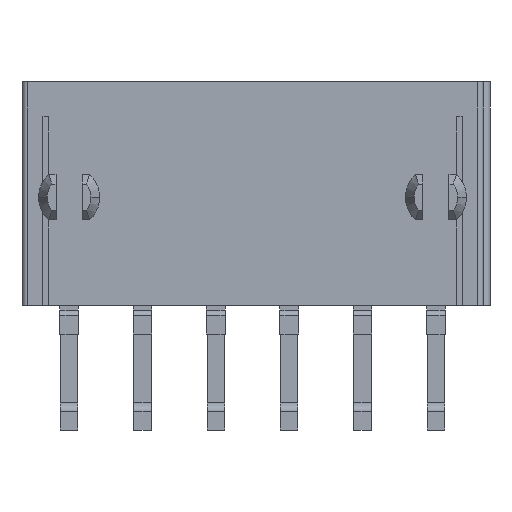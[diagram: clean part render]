
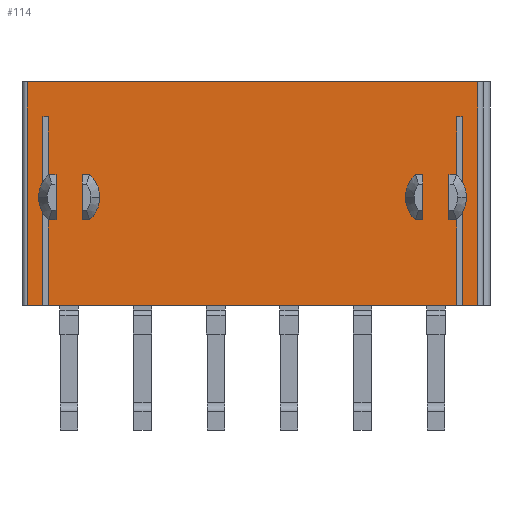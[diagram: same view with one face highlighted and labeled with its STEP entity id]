
A CAD part, front view. The second image highlights one B-rep face of the part: STEP entity #114.
In plain terms, the highlighted planar face has unit normal (0, -1, 0).
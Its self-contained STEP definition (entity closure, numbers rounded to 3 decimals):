
#114=ADVANCED_FACE('',(#499,#500,#501),#502,.T.);
#499=FACE_OUTER_BOUND('',#1211,.T.);
#500=FACE_BOUND('',#1212,.T.);
#501=FACE_BOUND('',#1213,.T.);
#502=PLANE('',#1214);
#1211=EDGE_LOOP('',(#2088,#2089,#2090,#2091,#2092,#2093,#2094,#2095,#2096,#2097,#2098,#2099,#2100,#2101,#2102,#2103,#2104,#2105,#2106,#2107));
#1212=EDGE_LOOP('',(#2108,#2109,#2110));
#1213=EDGE_LOOP('',(#2111,#2112,#2113));
#1214=AXIS2_PLACEMENT_3D('',#2114,#2115,#2116);
#2088=ORIENTED_EDGE('',*,*,#4650,.F.);
#2089=ORIENTED_EDGE('',*,*,#4651,.F.);
#2090=ORIENTED_EDGE('',*,*,#4652,.T.);
#2091=ORIENTED_EDGE('',*,*,#4565,.T.);
#2092=ORIENTED_EDGE('',*,*,#4649,.F.);
#2093=ORIENTED_EDGE('',*,*,#4653,.F.);
#2094=ORIENTED_EDGE('',*,*,#4654,.T.);
#2095=ORIENTED_EDGE('',*,*,#4655,.F.);
#2096=ORIENTED_EDGE('',*,*,#4656,.F.);
#2097=ORIENTED_EDGE('',*,*,#4657,.T.);
#2098=ORIENTED_EDGE('',*,*,#4658,.T.);
#2099=ORIENTED_EDGE('',*,*,#4516,.T.);
#2100=ORIENTED_EDGE('',*,*,#4659,.F.);
#2101=ORIENTED_EDGE('',*,*,#4660,.F.);
#2102=ORIENTED_EDGE('',*,*,#4661,.T.);
#2103=ORIENTED_EDGE('',*,*,#4554,.T.);
#2104=ORIENTED_EDGE('',*,*,#4662,.T.);
#2105=ORIENTED_EDGE('',*,*,#4663,.T.);
#2106=ORIENTED_EDGE('',*,*,#4664,.T.);
#2107=ORIENTED_EDGE('',*,*,#4665,.F.);
#2108=ORIENTED_EDGE('',*,*,#4666,.T.);
#2109=ORIENTED_EDGE('',*,*,#4558,.T.);
#2110=ORIENTED_EDGE('',*,*,#4667,.T.);
#2111=ORIENTED_EDGE('',*,*,#4668,.T.);
#2112=ORIENTED_EDGE('',*,*,#4669,.T.);
#2113=ORIENTED_EDGE('',*,*,#4522,.T.);
#2114=CARTESIAN_POINT('',(13.2,0.4,0.0));
#2115=DIRECTION('',(0.0,-1.0,0.0));
#2116=DIRECTION('',(0.0,0.0,-1.0));
#4516=EDGE_CURVE('',#5430,#5428,#5431,.T.);
#4522=EDGE_CURVE('',#5436,#5440,#5442,.T.);
#4554=EDGE_CURVE('',#5502,#5500,#5503,.T.);
#4558=EDGE_CURVE('',#5510,#5507,#5511,.T.);
#4565=EDGE_CURVE('',#5524,#5522,#5525,.T.);
#4649=EDGE_CURVE('',#5682,#5522,#5684,.T.);
#4650=EDGE_CURVE('',#5685,#5686,#5687,.T.);
#4651=EDGE_CURVE('',#5688,#5685,#5689,.T.);
#4652=EDGE_CURVE('',#5688,#5524,#5690,.T.);
#4653=EDGE_CURVE('',#5691,#5682,#5692,.T.);
#4654=EDGE_CURVE('',#5691,#5693,#5694,.T.);
#4655=EDGE_CURVE('',#5695,#5693,#5696,.T.);
#4656=EDGE_CURVE('',#5697,#5695,#5698,.T.);
#4657=EDGE_CURVE('',#5697,#5699,#5700,.T.);
#4658=EDGE_CURVE('',#5699,#5430,#5701,.T.);
#4659=EDGE_CURVE('',#5702,#5428,#5703,.T.);
#4660=EDGE_CURVE('',#5704,#5702,#5705,.T.);
#4661=EDGE_CURVE('',#5704,#5502,#5706,.T.);
#4662=EDGE_CURVE('',#5500,#5707,#5708,.T.);
#4663=EDGE_CURVE('',#5707,#5709,#5710,.T.);
#4664=EDGE_CURVE('',#5709,#5711,#5712,.T.);
#4665=EDGE_CURVE('',#5686,#5711,#5713,.T.);
#4666=EDGE_CURVE('',#5714,#5510,#5715,.T.);
#4667=EDGE_CURVE('',#5507,#5714,#5716,.T.);
#4668=EDGE_CURVE('',#5440,#5717,#5718,.T.);
#4669=EDGE_CURVE('',#5717,#5436,#5719,.T.);
#5428=VERTEX_POINT('',#6789);
#5430=VERTEX_POINT('',#6792);
#5431=CIRCLE('',#6793,1.5);
#5436=VERTEX_POINT('',#6799);
#5440=VERTEX_POINT('',#6804);
#5442=CIRCLE('',#6807,1.5);
#5500=VERTEX_POINT('',#6890);
#5502=VERTEX_POINT('',#6893);
#5503=CIRCLE('',#6894,1.5);
#5507=VERTEX_POINT('',#6899);
#5510=VERTEX_POINT('',#6903);
#5511=CIRCLE('',#6904,1.5);
#5522=VERTEX_POINT('',#6918);
#5524=VERTEX_POINT('',#6920);
#5525=LINE('',#6921,#6922);
#5682=VERTEX_POINT('',#7157);
#5684=LINE('',#7159,#7160);
#5685=VERTEX_POINT('',#7161);
#5686=VERTEX_POINT('',#7162);
#5687=LINE('',#7163,#7164);
#5688=VERTEX_POINT('',#7165);
#5689=LINE('',#7166,#7167);
#5690=LINE('',#7168,#7169);
#5691=VERTEX_POINT('',#7170);
#5692=LINE('',#7171,#7172);
#5693=VERTEX_POINT('',#7173);
#5694=LINE('',#7174,#7175);
#5695=VERTEX_POINT('',#7176);
#5696=LINE('',#7177,#7178);
#5697=VERTEX_POINT('',#7179);
#5698=LINE('',#7180,#7181);
#5699=VERTEX_POINT('',#7182);
#5700=CIRCLE('',#7183,1.5);
#5701=LINE('',#7184,#7185);
#5702=VERTEX_POINT('',#7186);
#5703=LINE('',#7187,#7188);
#5704=VERTEX_POINT('',#7189);
#5705=LINE('',#7190,#7191);
#5706=LINE('',#7192,#7193);
#5707=VERTEX_POINT('',#7194);
#5708=LINE('',#7195,#7196);
#5709=VERTEX_POINT('',#7197);
#5710=CIRCLE('',#7198,1.5);
#5711=VERTEX_POINT('',#7199);
#5712=LINE('',#7200,#7201);
#5713=LINE('',#7202,#7203);
#5714=VERTEX_POINT('',#7204);
#5715=LINE('',#7205,#7206);
#5716=CIRCLE('',#7207,1.5);
#5717=VERTEX_POINT('',#7208);
#5718=LINE('',#7209,#7210);
#5719=CIRCLE('',#7211,1.5);
#6789=CARTESIAN_POINT('',(-11.7,0.4,-7.5));
#6792=CARTESIAN_POINT('',(-11.25,0.4,-7.899));
#6793=AXIS2_PLACEMENT_3D('',#8876,#8877,#8878);
#6799=CARTESIAN_POINT('',(-9.0,0.4,-6.6));
#6804=CARTESIAN_POINT('',(-9.75,0.4,-7.899));
#6807=AXIS2_PLACEMENT_3D('',#8888,#8889,#8890);
#6890=CARTESIAN_POINT('',(11.25,0.4,-7.899));
#6893=CARTESIAN_POINT('',(11.7,0.4,-7.5));
#6894=AXIS2_PLACEMENT_3D('',#8944,#8945,#8946);
#6899=CARTESIAN_POINT('',(9.0,0.4,-6.6));
#6903=CARTESIAN_POINT('',(9.75,0.4,-7.899));
#6904=AXIS2_PLACEMENT_3D('',#8952,#8953,#8954);
#6918=CARTESIAN_POINT('',(-12.9,0.4,0.0));
#6920=CARTESIAN_POINT('',(12.9,0.4,0.0));
#6921=CARTESIAN_POINT('',(12.9,0.4,0.0));
#6922=VECTOR('',#8967,25.8);
#7157=CARTESIAN_POINT('',(-12.9,0.4,-12.8));
#7159=CARTESIAN_POINT('',(-12.9,0.4,-12.8));
#7160=VECTOR('',#9061,12.8);
#7161=CARTESIAN_POINT('',(12.0,0.4,-12.8));
#7162=CARTESIAN_POINT('',(12.0,0.4,-2.0));
#7163=CARTESIAN_POINT('',(12.0,0.4,-12.8));
#7164=VECTOR('',#9062,10.8);
#7165=CARTESIAN_POINT('',(12.9,0.4,-12.8));
#7166=CARTESIAN_POINT('',(12.9,0.4,-12.8));
#7167=VECTOR('',#9063,0.9);
#7168=CARTESIAN_POINT('',(12.9,0.4,-12.8));
#7169=VECTOR('',#9064,12.8);
#7170=CARTESIAN_POINT('',(-12.0,0.4,-12.8));
#7171=CARTESIAN_POINT('',(-12.0,0.4,-12.8));
#7172=VECTOR('',#9065,0.9);
#7173=CARTESIAN_POINT('',(-12.0,0.4,-2.0));
#7174=CARTESIAN_POINT('',(-12.0,0.4,-12.8));
#7175=VECTOR('',#9066,10.8);
#7176=CARTESIAN_POINT('',(-11.7,0.4,-2.0));
#7177=CARTESIAN_POINT('',(-11.7,0.4,-2.0));
#7178=VECTOR('',#9067,0.3);
#7179=CARTESIAN_POINT('',(-11.7,0.4,-5.7));
#7180=CARTESIAN_POINT('',(-11.7,0.4,-5.7));
#7181=VECTOR('',#9068,3.7);
#7182=CARTESIAN_POINT('',(-11.25,0.4,-5.301));
#7183=AXIS2_PLACEMENT_3D('',#9069,#9070,#9071);
#7184=CARTESIAN_POINT('',(-11.25,0.4,-5.301));
#7185=VECTOR('',#9072,2.598);
#7186=CARTESIAN_POINT('',(-11.7,0.4,-12.8));
#7187=CARTESIAN_POINT('',(-11.7,0.4,-12.8));
#7188=VECTOR('',#9073,5.3);
#7189=CARTESIAN_POINT('',(11.7,0.4,-12.8));
#7190=CARTESIAN_POINT('',(11.7,0.4,-12.8));
#7191=VECTOR('',#9074,23.4);
#7192=CARTESIAN_POINT('',(11.7,0.4,-12.8));
#7193=VECTOR('',#9075,5.3);
#7194=CARTESIAN_POINT('',(11.25,0.4,-5.301));
#7195=CARTESIAN_POINT('',(11.25,0.4,-7.899));
#7196=VECTOR('',#9076,2.598);
#7197=CARTESIAN_POINT('',(11.7,0.4,-5.7));
#7198=AXIS2_PLACEMENT_3D('',#9077,#9078,#9079);
#7199=CARTESIAN_POINT('',(11.7,0.4,-2.0));
#7200=CARTESIAN_POINT('',(11.7,0.4,-5.7));
#7201=VECTOR('',#9080,3.7);
#7202=CARTESIAN_POINT('',(12.0,0.4,-2.0));
#7203=VECTOR('',#9081,0.3);
#7204=CARTESIAN_POINT('',(9.75,0.4,-5.301));
#7205=CARTESIAN_POINT('',(9.75,0.4,-5.301));
#7206=VECTOR('',#9082,2.598);
#7207=AXIS2_PLACEMENT_3D('',#9083,#9084,#9085);
#7208=CARTESIAN_POINT('',(-9.75,0.4,-5.301));
#7209=CARTESIAN_POINT('',(-9.75,0.4,-7.899));
#7210=VECTOR('',#9086,2.598);
#7211=AXIS2_PLACEMENT_3D('',#9087,#9088,#9089);
#8876=CARTESIAN_POINT('',(-10.5,0.4,-6.6));
#8877=DIRECTION('',(0.0,1.0,0.0));
#8878=DIRECTION('',(-0.5,0.0,-0.866));
#8888=CARTESIAN_POINT('',(-10.5,0.4,-6.6));
#8889=DIRECTION('',(-0.0,1.0,0.0));
#8890=DIRECTION('',(0.5,0.0,0.866));
#8944=CARTESIAN_POINT('',(10.5,0.4,-6.6));
#8945=DIRECTION('',(0.0,1.0,0.0));
#8946=DIRECTION('',(0.8,0.0,-0.6));
#8952=CARTESIAN_POINT('',(10.5,0.4,-6.6));
#8953=DIRECTION('',(0.0,1.0,0.0));
#8954=DIRECTION('',(-0.5,0.0,-0.866));
#8967=DIRECTION('',(-1.0,0.0,0.0));
#9061=DIRECTION('',(0.0,0.0,1.0));
#9062=DIRECTION('',(0.0,0.0,1.0));
#9063=DIRECTION('',(-1.0,0.0,0.0));
#9064=DIRECTION('',(0.0,0.0,1.0));
#9065=DIRECTION('',(-1.0,0.0,0.0));
#9066=DIRECTION('',(0.0,0.0,1.0));
#9067=DIRECTION('',(-1.0,0.0,0.0));
#9068=DIRECTION('',(0.0,0.0,1.0));
#9069=CARTESIAN_POINT('',(-10.5,0.4,-6.6));
#9070=DIRECTION('',(0.0,1.0,0.0));
#9071=DIRECTION('',(-0.8,0.0,0.6));
#9072=DIRECTION('',(0.0,0.0,-1.0));
#9073=DIRECTION('',(0.0,0.0,1.0));
#9074=DIRECTION('',(-1.0,0.0,0.0));
#9075=DIRECTION('',(0.0,0.0,1.0));
#9076=DIRECTION('',(0.0,0.0,1.0));
#9077=CARTESIAN_POINT('',(10.5,0.4,-6.6));
#9078=DIRECTION('',(-0.0,1.0,0.0));
#9079=DIRECTION('',(0.5,0.0,0.866));
#9080=DIRECTION('',(0.0,0.0,1.0));
#9081=DIRECTION('',(-1.0,0.0,0.0));
#9082=DIRECTION('',(0.0,0.0,-1.0));
#9083=CARTESIAN_POINT('',(10.5,0.4,-6.6));
#9084=DIRECTION('',(0.0,1.0,0.0));
#9085=DIRECTION('',(-0.5,0.0,-0.866));
#9086=DIRECTION('',(0.0,0.0,1.0));
#9087=CARTESIAN_POINT('',(-10.5,0.4,-6.6));
#9088=DIRECTION('',(-0.0,1.0,0.0));
#9089=DIRECTION('',(0.5,0.0,0.866));
